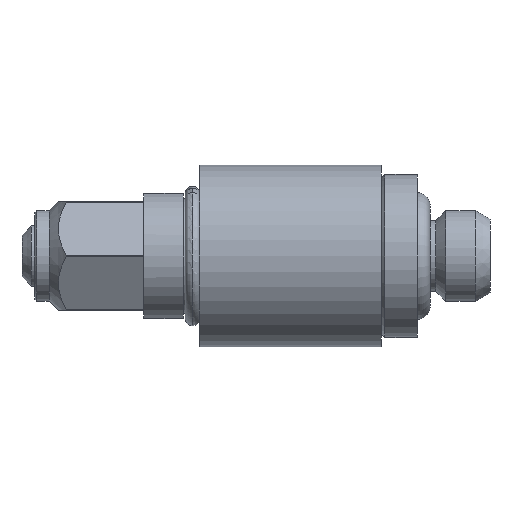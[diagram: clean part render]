
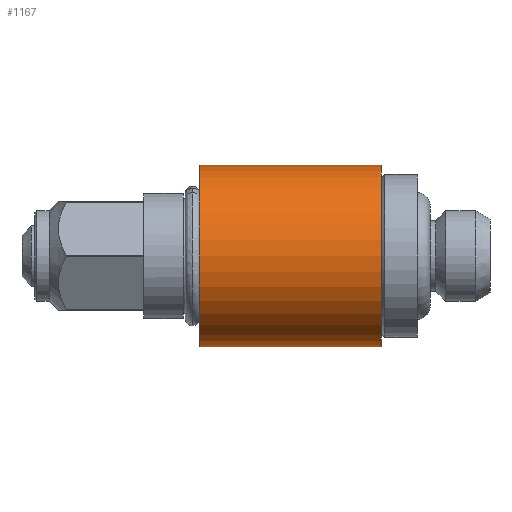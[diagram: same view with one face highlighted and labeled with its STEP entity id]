
A CAD part, left-side view. The second image highlights one B-rep face of the part: STEP entity #1167.
In plain terms, the highlighted cylindrical face has radius 5 mm (diameter 10 mm), a partial arc.
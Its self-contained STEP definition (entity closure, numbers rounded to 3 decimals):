
#576 = DIRECTION ( 'NONE',  ( 0., 0., 1. ) ) ;
#577 = DIRECTION ( 'NONE',  ( 0., 1., 0. ) ) ;
#578 = CARTESIAN_POINT ( 'NONE',  ( 0., 16., 0. ) ) ;
#579 = AXIS2_PLACEMENT_3D ( 'NONE', #578, #577, #576 ) ;
#580 = CIRCLE ( 'NONE', #579, 5. ) ;
#934 = EDGE_CURVE ( 'NONE', #1044, #936, #2257, .T. ) ;
#936 = VERTEX_POINT ( 'NONE', #2253 ) ;
#1044 = VERTEX_POINT ( 'NONE', #2720 ) ;
#1045 = VERTEX_POINT ( 'NONE', #2646 ) ;
#1047 = EDGE_CURVE ( 'NONE', #1045, #1048, #2656, .T. ) ;
#1048 = VERTEX_POINT ( 'NONE', #2653 ) ;
#1108 = ORIENTED_EDGE ( 'NONE', *, *, #1047, .F. ) ;
#1109 = ORIENTED_EDGE ( 'NONE', *, *, #1196, .T. ) ;
#1167 = ADVANCED_FACE ( 'NONE', ( #2833 ), #2832, .T. ) ;
#1195 = EDGE_LOOP ( 'NONE', ( #1108, #1109, #1197, #1346 ) ) ;
#1196 = EDGE_CURVE ( 'NONE', #1045, #1044, #2895, .T. ) ;
#1197 = ORIENTED_EDGE ( 'NONE', *, *, #934, .T. ) ;
#1346 = ORIENTED_EDGE ( 'NONE', *, *, #1347, .F. ) ;
#1347 = EDGE_CURVE ( 'NONE', #1048, #936, #580, .T. ) ;
#2253 = CARTESIAN_POINT ( 'NONE',  ( 0., 16., 5. ) ) ;
#2254 = DIRECTION ( 'NONE',  ( 0., 1., 0. ) ) ;
#2255 = VECTOR ( 'NONE', #2254, 1000. ) ;
#2256 = CARTESIAN_POINT ( 'NONE',  ( 0., 26.086, 5. ) ) ;
#2257 = LINE ( 'NONE', #2256, #2255 ) ;
#2646 = CARTESIAN_POINT ( 'NONE',  ( 0., 6., -5. ) ) ;
#2653 = CARTESIAN_POINT ( 'NONE',  ( 0., 16., -5. ) ) ;
#2655 = CARTESIAN_POINT ( 'NONE',  ( 0., 26.086, -5. ) ) ;
#2656 = LINE ( 'NONE', #2655, #2733 ) ;
#2720 = CARTESIAN_POINT ( 'NONE',  ( 0., 6., 5. ) ) ;
#2732 = DIRECTION ( 'NONE',  ( 0., 1., 0. ) ) ;
#2733 = VECTOR ( 'NONE', #2732, 1000. ) ;
#2810 = DIRECTION ( 'NONE',  ( 0., 1., 0. ) ) ;
#2811 = AXIS2_PLACEMENT_3D ( 'NONE', #2831, #2810, #2848 ) ;
#2831 = CARTESIAN_POINT ( 'NONE',  ( 0., 26.086, 0. ) ) ;
#2832 = CYLINDRICAL_SURFACE ( 'NONE', #2811, 5. ) ;
#2833 = FACE_OUTER_BOUND ( 'NONE', #1195, .T. ) ;
#2848 = DIRECTION ( 'NONE',  ( 0., 0., 1. ) ) ;
#2875 = CARTESIAN_POINT ( 'NONE',  ( 0., 6., 0. ) ) ;
#2879 = DIRECTION ( 'NONE',  ( 0., 1., 0. ) ) ;
#2885 = DIRECTION ( 'NONE',  ( 0., 0., 1. ) ) ;
#2894 = AXIS2_PLACEMENT_3D ( 'NONE', #2875, #2879, #2885 ) ;
#2895 = CIRCLE ( 'NONE', #2894, 5. ) ;
